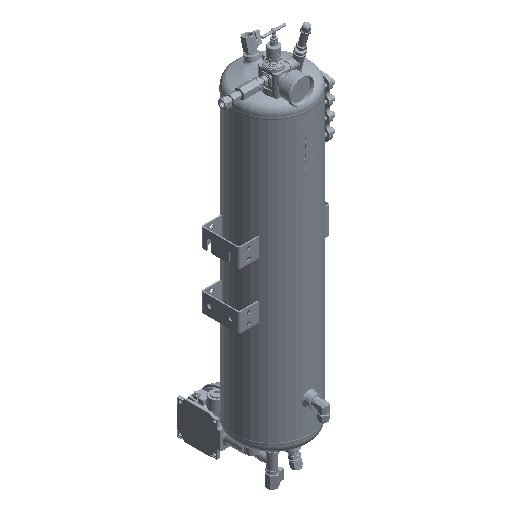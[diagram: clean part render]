
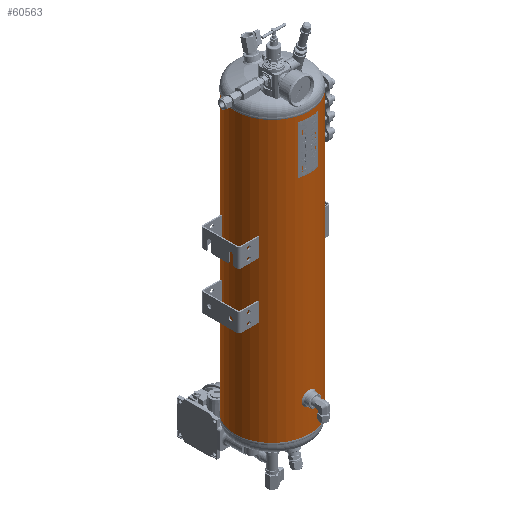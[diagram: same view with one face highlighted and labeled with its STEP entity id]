
A CAD part, isometric view. The second image highlights one B-rep face of the part: STEP entity #60563.
In plain terms, the highlighted cylindrical face has radius 100 mm (diameter 200 mm), a partial arc.
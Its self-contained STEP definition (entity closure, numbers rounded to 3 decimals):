
#3706=B_SPLINE_CURVE_WITH_KNOTS('',3,(#98941,#98942,#98943,#98944,#98945,
#98946,#98947,#98948,#98949,#98950,#98951),.UNSPECIFIED.,.T.,.F.,(1,1,1,
1,1,1,1,1,1,1,1,1,1,1,1),(-0.012,-0.008,-0.004,
0.,0.004,0.008,0.012,0.016,
0.02,0.023,0.027,0.031,
0.035,0.039,0.043),.UNSPECIFIED.);
#3707=B_SPLINE_CURVE_WITH_KNOTS('',3,(#98953,#98954,#98955,#98956,#98957,
#98958,#98959,#98960,#98961,#98962,#98963),.UNSPECIFIED.,.T.,.F.,(1,1,1,
1,1,1,1,1,1,1,1,1,1,1,1),(-0.012,-0.008,-0.004,
0.,0.004,0.008,0.012,0.016,
0.02,0.023,0.027,0.031,
0.035,0.039,0.043),.UNSPECIFIED.);
#3708=B_SPLINE_CURVE_WITH_KNOTS('',3,(#98965,#98966,#98967,#98968,#98969,
#98970,#98971,#98972,#98973,#98974,#98975,#98976,#98977,#98978,#98979,#98980,
#98981,#98982,#98983),.UNSPECIFIED.,.T.,.F.,(1,1,1,1,1,1,1,1,1,1,1,1,1,
1,1,1,1,1,1,1,1,1,1),(-0.018,-0.012,-0.006,
0.,0.006,0.012,0.018,
0.023,0.029,0.035,0.041,
0.047,0.053,0.059,0.065,
0.07,0.076,0.082,0.088,
0.094,0.1,0.106,0.112),
 .UNSPECIFIED.);
#6202=LINE('',#98985,#9973);
#6203=LINE('',#98990,#9974);
#9973=VECTOR('',#82119,1000.);
#9974=VECTOR('',#82122,1000.);
#13749=ORIENTED_EDGE('',*,*,#32093,.T.);
#13750=ORIENTED_EDGE('',*,*,#32094,.T.);
#13751=ORIENTED_EDGE('',*,*,#32095,.T.);
#13752=ORIENTED_EDGE('',*,*,#32096,.T.);
#13753=ORIENTED_EDGE('',*,*,#32097,.T.);
#13754=ORIENTED_EDGE('',*,*,#32098,.F.);
#13755=ORIENTED_EDGE('',*,*,#32099,.F.);
#32093=EDGE_CURVE('',#41265,#41265,#3706,.T.);
#32094=EDGE_CURVE('',#41266,#41266,#3707,.T.);
#32095=EDGE_CURVE('',#41267,#41267,#3708,.T.);
#32096=EDGE_CURVE('',#41268,#41269,#6202,.T.);
#32097=EDGE_CURVE('',#41269,#41270,#47504,.T.);
#32098=EDGE_CURVE('',#41271,#41270,#6203,.T.);
#32099=EDGE_CURVE('',#41268,#41271,#47505,.T.);
#41265=VERTEX_POINT('',#98952);
#41266=VERTEX_POINT('',#98964);
#41267=VERTEX_POINT('',#98984);
#41268=VERTEX_POINT('',#98986);
#41269=VERTEX_POINT('',#98987);
#41270=VERTEX_POINT('',#98989);
#41271=VERTEX_POINT('',#98991);
#47504=CIRCLE('',#75608,100.);
#47505=CIRCLE('',#75609,100.);
#49963=EDGE_LOOP('',(#13749));
#49964=EDGE_LOOP('',(#13750));
#49965=EDGE_LOOP('',(#13751));
#49966=EDGE_LOOP('',(#13752,#13753,#13754,#13755));
#54746=FACE_BOUND('',#49963,.T.);
#54747=FACE_BOUND('',#49964,.T.);
#54748=FACE_BOUND('',#49965,.T.);
#54749=FACE_BOUND('',#49966,.T.);
#59527=CYLINDRICAL_SURFACE('',#75607,100.);
#60563=ADVANCED_FACE('',(#54746,#54747,#54748,#54749),#59527,.T.);
#75607=AXIS2_PLACEMENT_3D('',#98940,#82117,#82118);
#75608=AXIS2_PLACEMENT_3D('',#98988,#82120,#82121);
#75609=AXIS2_PLACEMENT_3D('',#98992,#82123,#82124);
#82117=DIRECTION('',(0.,-1.,0.));
#82118=DIRECTION('',(0.,0.,-1.));
#82119=DIRECTION('',(0.,-1.,0.));
#82120=DIRECTION('',(0.,1.,0.));
#82121=DIRECTION('',(1.,0.,0.));
#82122=DIRECTION('',(0.,-1.,0.));
#82123=DIRECTION('',(0.,1.,0.));
#82124=DIRECTION('',(1.,0.,0.));
#98940=CARTESIAN_POINT('',(0.,750.,0.));
#98941=CARTESIAN_POINT('',(-3.915,48.922,-99.938));
#98942=CARTESIAN_POINT('',(-5.542,44.999,-99.844));
#98943=CARTESIAN_POINT('',(-3.916,41.082,-99.938));
#98944=CARTESIAN_POINT('',(-0.004,39.46,-100.031));
#98945=CARTESIAN_POINT('',(3.917,41.079,-99.938));
#98946=CARTESIAN_POINT('',(5.54,44.999,-99.844));
#98947=CARTESIAN_POINT('',(3.922,48.913,-99.937));
#98948=CARTESIAN_POINT('',(0.006,50.541,-100.031));
#98949=CARTESIAN_POINT('',(-3.915,48.922,-99.938));
#98950=CARTESIAN_POINT('',(-5.542,44.999,-99.844));
#98951=CARTESIAN_POINT('',(-3.916,41.082,-99.938));
#98952=CARTESIAN_POINT('',(-5.,45.,-99.875));
#98953=CARTESIAN_POINT('',(-3.915,158.922,-99.938));
#98954=CARTESIAN_POINT('',(-5.542,154.999,-99.844));
#98955=CARTESIAN_POINT('',(-3.916,151.082,-99.938));
#98956=CARTESIAN_POINT('',(-0.004,149.46,-100.031));
#98957=CARTESIAN_POINT('',(3.917,151.079,-99.938));
#98958=CARTESIAN_POINT('',(5.54,154.999,-99.844));
#98959=CARTESIAN_POINT('',(3.922,158.913,-99.937));
#98960=CARTESIAN_POINT('',(0.006,160.541,-100.031));
#98961=CARTESIAN_POINT('',(-3.915,158.922,-99.938));
#98962=CARTESIAN_POINT('',(-5.542,154.999,-99.844));
#98963=CARTESIAN_POINT('',(-3.916,151.082,-99.938));
#98964=CARTESIAN_POINT('',(-5.,155.,-99.875));
#98965=CARTESIAN_POINT('',(-98.994,672.42,14.208));
#98966=CARTESIAN_POINT('',(-98.806,666.495,15.395));
#98967=CARTESIAN_POINT('',(-98.993,660.6,14.214));
#98968=CARTESIAN_POINT('',(-99.436,655.617,10.88));
#98969=CARTESIAN_POINT('',(-99.878,652.286,5.9));
#98970=CARTESIAN_POINT('',(-100.061,651.109,0.009));
#98971=CARTESIAN_POINT('',(-99.879,652.279,-5.887));
#98972=CARTESIAN_POINT('',(-99.437,655.615,-10.879));
#98973=CARTESIAN_POINT('',(-98.992,660.601,-14.215));
#98974=CARTESIAN_POINT('',(-98.807,666.494,-15.391));
#98975=CARTESIAN_POINT('',(-98.992,672.387,-14.219));
#98976=CARTESIAN_POINT('',(-99.435,677.371,-10.892));
#98977=CARTESIAN_POINT('',(-99.877,680.709,-5.914));
#98978=CARTESIAN_POINT('',(-100.061,681.893,-0.013));
#98979=CARTESIAN_POINT('',(-99.878,680.72,5.889));
#98980=CARTESIAN_POINT('',(-99.437,677.387,10.874));
#98981=CARTESIAN_POINT('',(-98.994,672.42,14.208));
#98982=CARTESIAN_POINT('',(-98.806,666.495,15.395));
#98983=CARTESIAN_POINT('',(-98.993,660.6,14.214));
#98984=CARTESIAN_POINT('',(-98.869,666.5,15.));
#98985=CARTESIAN_POINT('',(0.254,801.561,100.));
#98986=CARTESIAN_POINT('',(0.254,750.,100.));
#98987=CARTESIAN_POINT('',(0.254,0.,100.));
#98988=CARTESIAN_POINT('',(0.,0.,0.));
#98989=CARTESIAN_POINT('',(-0.254,0.,100.));
#98990=CARTESIAN_POINT('',(-0.254,801.561,100.));
#98991=CARTESIAN_POINT('',(-0.254,750.,100.));
#98992=CARTESIAN_POINT('',(0.,750.,0.));
